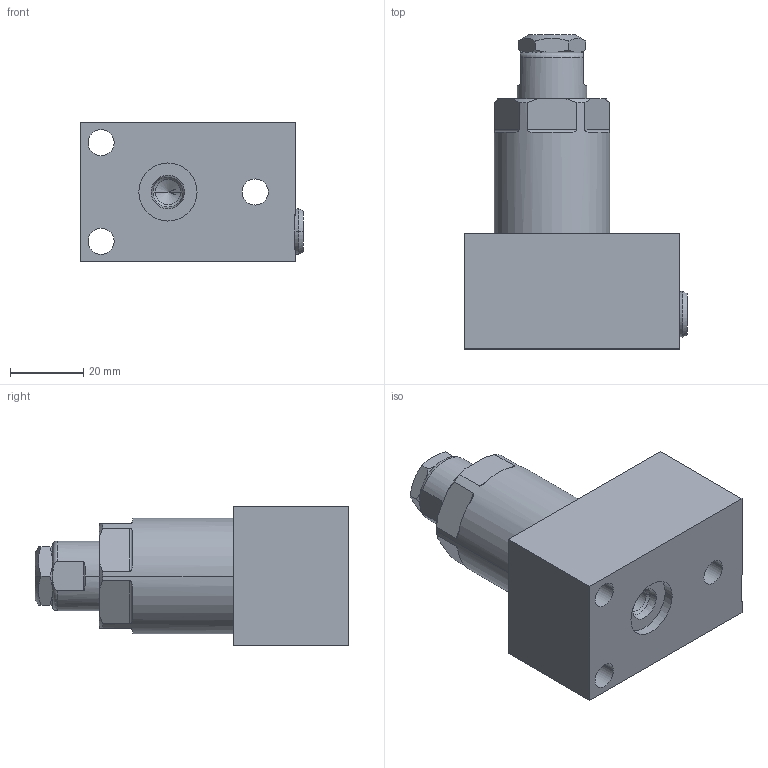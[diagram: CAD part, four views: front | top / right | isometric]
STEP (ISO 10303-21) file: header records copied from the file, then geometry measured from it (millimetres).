
FILE_DESCRIPTION((''),'2;1');
FILE_NAME('ILC10080810','2020-03-20T',('Mjust'),(''),'PRO/ENGINEER BY PARAMETRIC TECHNOLOGY CORPORATION, 2017170','PRO/ENGINEER BY PARAMETRIC TECHNOLOGY CORPORATION, 2017170','');
FILE_SCHEMA(('AUTOMOTIVE_DESIGN { 1 0 10303 214 1 1 1 1 }'));
Length unit declared in the file: inch
Products named in the file (1): ILC10080810
Bounding box: 60.72 x 85.72 x 38.1 mm (x, y, z)
Volume: 97223.8 mm3; surface area: 19205.7 mm2
Topology: 1 solids, 5 shells, 126 faces, 306 edges, 194 vertices
Faces by surface type: plane 50, cylinder 38, cone 34, torus 4
Entity records: 4095 total; most frequent: CARTESIAN_POINT 1088, DIRECTION 626, ORIENTED_EDGE 596, EDGE_CURVE 302, AXIS2_PLACEMENT_3D 247, VERTEX_POINT 194, EDGE_LOOP 144, VECTOR 132
